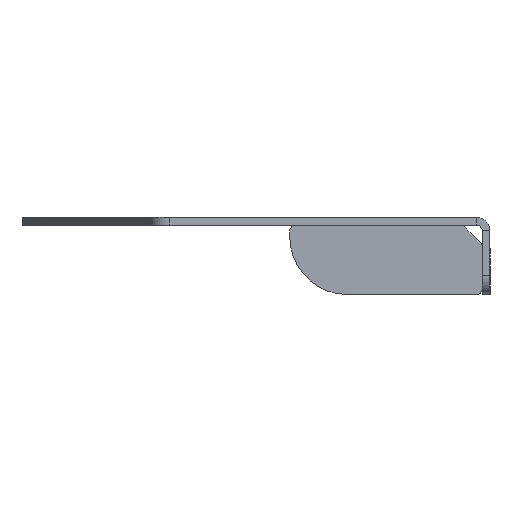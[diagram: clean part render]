
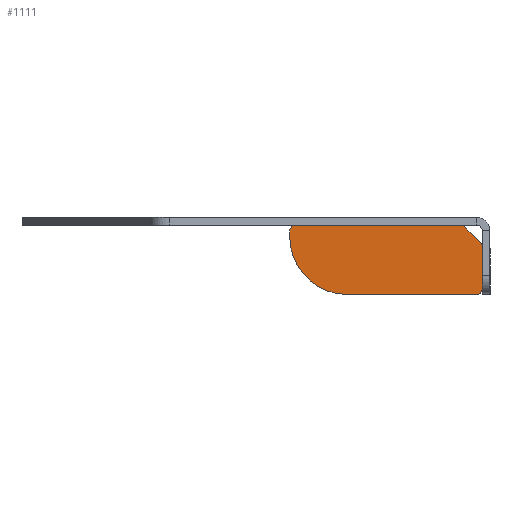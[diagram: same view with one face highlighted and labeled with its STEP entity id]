
A CAD part, left-side view. The second image highlights one B-rep face of the part: STEP entity #1111.
In plain terms, the highlighted planar face has unit normal (-1, 0, 0).
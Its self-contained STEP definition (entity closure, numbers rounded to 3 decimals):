
#104 = LINE ( 'NONE', #3021, #1094 ) ;
#112 = CARTESIAN_POINT ( 'NONE',  ( -234., -633., -40. ) ) ;
#144 = AXIS2_PLACEMENT_3D ( 'NONE', #2106, #2647, #916 ) ;
#146 = CIRCLE ( 'NONE', #449, 3. ) ;
#168 = CARTESIAN_POINT ( 'NONE',  ( -234., -626.879, -4.879 ) ) ;
#184 = DIRECTION ( 'NONE',  ( 1., 0., 0. ) ) ;
#211 = VERTEX_POINT ( 'NONE', #112 ) ;
#220 = VECTOR ( 'NONE', #3127, 1000. ) ;
#329 = ORIENTED_EDGE ( 'NONE', *, *, #3303, .F. ) ;
#345 = DIRECTION ( 'NONE',  ( 0., 0., 1. ) ) ;
#427 = VERTEX_POINT ( 'NONE', #1644 ) ;
#449 = AXIS2_PLACEMENT_3D ( 'NONE', #3068, #184, #1342 ) ;
#450 = DIRECTION ( 'NONE',  ( 0., 1., 0. ) ) ;
#487 = CARTESIAN_POINT ( 'NONE',  ( -234., -635.121, -13.121 ) ) ;
#513 = ORIENTED_EDGE ( 'NONE', *, *, #3641, .F. ) ;
#554 = EDGE_CURVE ( 'NONE', #427, #2272, #834, .T. ) ;
#562 = EDGE_CURVE ( 'NONE', #2555, #427, #871, .T. ) ;
#587 = CARTESIAN_POINT ( 'NONE',  ( -234., -539., -4. ) ) ;
#610 = DIRECTION ( 'NONE',  ( 0., -1., 0. ) ) ;
#691 = CARTESIAN_POINT ( 'NONE',  ( -234., -624.757, -4. ) ) ;
#739 = EDGE_CURVE ( 'NONE', #825, #2555, #2189, .T. ) ;
#817 = DIRECTION ( 'NONE',  ( 0., 0., 1. ) ) ;
#825 = VERTEX_POINT ( 'NONE', #3570 ) ;
#834 = LINE ( 'NONE', #587, #3343 ) ;
#871 = CIRCLE ( 'NONE', #3097, 3. ) ;
#872 = ORIENTED_EDGE ( 'NONE', *, *, #2511, .F. ) ;
#882 = CARTESIAN_POINT ( 'NONE',  ( -234., -636., -15.243 ) ) ;
#916 = DIRECTION ( 'NONE',  ( 0., 0., 1. ) ) ;
#1094 = VECTOR ( 'NONE', #450, 1000. ) ;
#1111 = ADVANCED_FACE ( 'NONE', ( #2611 ), #2287, .F. ) ;
#1116 = EDGE_LOOP ( 'NONE', ( #329, #3413, #513, #2462, #3081, #2405, #872, #1440, #1632, #3512 ) ) ;
#1145 = CARTESIAN_POINT ( 'NONE',  ( -234., -566., -10. ) ) ;
#1260 = CARTESIAN_POINT ( 'NONE',  ( -234., -536., -7. ) ) ;
#1342 = DIRECTION ( 'NONE',  ( 0., 0., -1. ) ) ;
#1347 = CARTESIAN_POINT ( 'NONE',  ( -234., -566., -40. ) ) ;
#1410 = DIRECTION ( 'NONE',  ( 1., 0., 0. ) ) ;
#1440 = ORIENTED_EDGE ( 'NONE', *, *, #554, .F. ) ;
#1536 = CARTESIAN_POINT ( 'NONE',  ( -234., -536., -10. ) ) ;
#1632 = ORIENTED_EDGE ( 'NONE', *, *, #562, .F. ) ;
#1644 = CARTESIAN_POINT ( 'NONE',  ( -234., -539., -4. ) ) ;
#1705 = DIRECTION ( 'NONE',  ( 0., 0., 1. ) ) ;
#1726 = AXIS2_PLACEMENT_3D ( 'NONE', #3378, #3095, #817 ) ;
#1803 = VERTEX_POINT ( 'NONE', #1939 ) ;
#1815 = AXIS2_PLACEMENT_3D ( 'NONE', #1145, #1410, #1705 ) ;
#1829 = DIRECTION ( 'NONE',  ( 0., 0., 1. ) ) ;
#1838 = DIRECTION ( 'NONE',  ( 0., -0.707, -0.707 ) ) ;
#1882 = CIRCLE ( 'NONE', #1726, 30. ) ;
#1939 = CARTESIAN_POINT ( 'NONE',  ( -234., -636., -37. ) ) ;
#1958 = VERTEX_POINT ( 'NONE', #487 ) ;
#2008 = LINE ( 'NONE', #2819, #220 ) ;
#2106 = CARTESIAN_POINT ( 'NONE',  ( -234., -624.757, -7. ) ) ;
#2189 = LINE ( 'NONE', #1536, #3546 ) ;
#2192 = AXIS2_PLACEMENT_3D ( 'NONE', #3469, #2950, #345 ) ;
#2228 = VERTEX_POINT ( 'NONE', #168 ) ;
#2256 = LINE ( 'NONE', #2984, #2521 ) ;
#2269 = VERTEX_POINT ( 'NONE', #1347 ) ;
#2272 = VERTEX_POINT ( 'NONE', #691 ) ;
#2287 = PLANE ( 'NONE',  #1815 ) ;
#2320 = DIRECTION ( 'NONE',  ( 1., 0., 0. ) ) ;
#2358 = CARTESIAN_POINT ( 'NONE',  ( -234., -539., -7. ) ) ;
#2405 = ORIENTED_EDGE ( 'NONE', *, *, #2553, .F. ) ;
#2462 = ORIENTED_EDGE ( 'NONE', *, *, #3337, .F. ) ;
#2511 = EDGE_CURVE ( 'NONE', #2272, #2228, #3325, .T. ) ;
#2521 = VECTOR ( 'NONE', #1838, 1000. ) ;
#2553 = EDGE_CURVE ( 'NONE', #2228, #1958, #2256, .T. ) ;
#2555 = VERTEX_POINT ( 'NONE', #1260 ) ;
#2611 = FACE_OUTER_BOUND ( 'NONE', #1116, .T. ) ;
#2647 = DIRECTION ( 'NONE',  ( 1., 0., 0. ) ) ;
#2819 = CARTESIAN_POINT ( 'NONE',  ( -234., -636., -15.243 ) ) ;
#2908 = DIRECTION ( 'NONE',  ( 0., 0., -1. ) ) ;
#2950 = DIRECTION ( 'NONE',  ( 1., 0., 0. ) ) ;
#2984 = CARTESIAN_POINT ( 'NONE',  ( -234., -626.879, -4.879 ) ) ;
#3021 = CARTESIAN_POINT ( 'NONE',  ( -234., -633., -40. ) ) ;
#3068 = CARTESIAN_POINT ( 'NONE',  ( -234., -633., -15.243 ) ) ;
#3081 = ORIENTED_EDGE ( 'NONE', *, *, #3179, .F. ) ;
#3090 = CIRCLE ( 'NONE', #2192, 3. ) ;
#3095 = DIRECTION ( 'NONE',  ( 1., 0., 0. ) ) ;
#3097 = AXIS2_PLACEMENT_3D ( 'NONE', #2358, #2320, #2908 ) ;
#3127 = DIRECTION ( 'NONE',  ( 0., 0., -1. ) ) ;
#3179 = EDGE_CURVE ( 'NONE', #1958, #3465, #146, .T. ) ;
#3228 = EDGE_CURVE ( 'NONE', #211, #2269, #104, .T. ) ;
#3303 = EDGE_CURVE ( 'NONE', #2269, #825, #1882, .T. ) ;
#3325 = CIRCLE ( 'NONE', #144, 3. ) ;
#3337 = EDGE_CURVE ( 'NONE', #3465, #1803, #2008, .T. ) ;
#3343 = VECTOR ( 'NONE', #610, 1000. ) ;
#3378 = CARTESIAN_POINT ( 'NONE',  ( -234., -566., -10. ) ) ;
#3413 = ORIENTED_EDGE ( 'NONE', *, *, #3228, .F. ) ;
#3465 = VERTEX_POINT ( 'NONE', #882 ) ;
#3469 = CARTESIAN_POINT ( 'NONE',  ( -234., -633., -37. ) ) ;
#3512 = ORIENTED_EDGE ( 'NONE', *, *, #739, .F. ) ;
#3546 = VECTOR ( 'NONE', #1829, 1000. ) ;
#3570 = CARTESIAN_POINT ( 'NONE',  ( -234., -536., -10. ) ) ;
#3641 = EDGE_CURVE ( 'NONE', #1803, #211, #3090, .T. ) ;
